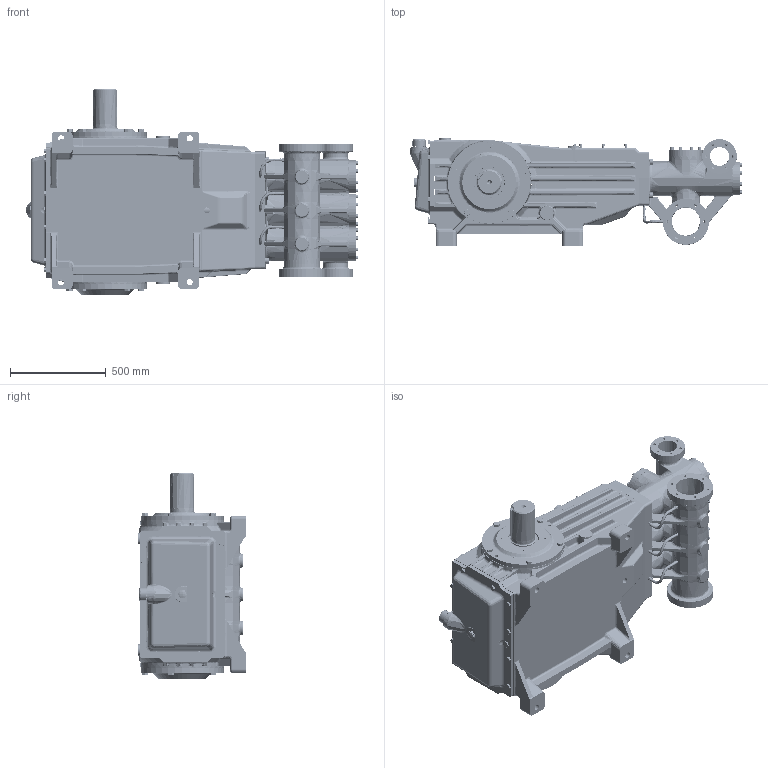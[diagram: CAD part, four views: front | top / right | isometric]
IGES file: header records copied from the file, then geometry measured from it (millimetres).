
Start section: SolidWorks IGES file using analytic representation for surfaces
Global section: file name: RAM 150 JOHN.IGS; native system: SolidWorks 2016; preprocessor: SolidWorks 2016; author: DMM; date: 160428.132221; units: inch
Bounding box: 1730.2 x 560 x 1068.95 mm (x, y, z)
Surface area: 7324481.2 mm2 (no closed solid volume)
Topology: 0 solids, 0 shells, 3142 faces, 76804 edges, 76740 vertices
Faces by surface type: bspline 1818, revolution 1324
